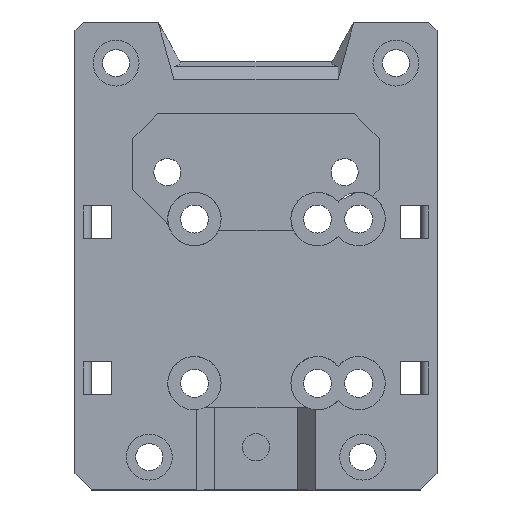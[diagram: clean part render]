
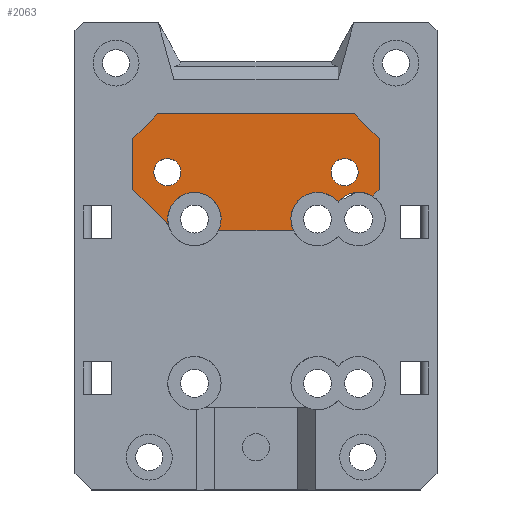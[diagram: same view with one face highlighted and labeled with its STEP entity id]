
A CAD part, top view. The second image highlights one B-rep face of the part: STEP entity #2063.
In plain terms, the highlighted planar face has unit normal (0, 0, 1).
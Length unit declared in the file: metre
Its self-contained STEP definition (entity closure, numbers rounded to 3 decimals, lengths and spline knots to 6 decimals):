
#83=LINE('',#2913,#291);
#86=LINE('',#2919,#294);
#90=LINE('',#2928,#298);
#95=LINE('',#2965,#303);
#96=LINE('',#2975,#304);
#100=LINE('',#2982,#308);
#181=LINE('',#3266,#389);
#183=LINE('',#3270,#391);
#291=VECTOR('',#2353,1.);
#294=VECTOR('',#2358,1.);
#298=VECTOR('',#2364,1.);
#303=VECTOR('',#2375,1.);
#304=VECTOR('',#2388,1.);
#308=VECTOR('',#2394,1.);
#389=VECTOR('',#2631,1.);
#391=VECTOR('',#2635,1.);
#761=ORIENTED_EDGE('',*,*,#1088,.F.);
#762=ORIENTED_EDGE('',*,*,#1090,.F.);
#763=ORIENTED_EDGE('',*,*,#1225,.T.);
#764=ORIENTED_EDGE('',*,*,#1224,.F.);
#765=ORIENTED_EDGE('',*,*,#1091,.T.);
#766=ORIENTED_EDGE('',*,*,#1075,.T.);
#767=ORIENTED_EDGE('',*,*,#1087,.F.);
#768=ORIENTED_EDGE('',*,*,#1071,.F.);
#769=ORIENTED_EDGE('',*,*,#1095,.F.);
#770=ORIENTED_EDGE('',*,*,#1068,.T.);
#771=ORIENTED_EDGE('',*,*,#1213,.T.);
#772=ORIENTED_EDGE('',*,*,#1222,.F.);
#773=ORIENTED_EDGE('',*,*,#1203,.T.);
#1068=EDGE_CURVE('',#1345,#1344,#83,.T.);
#1071=EDGE_CURVE('',#1347,#1348,#86,.T.);
#1075=EDGE_CURVE('',#1351,#1352,#90,.T.);
#1087=EDGE_CURVE('',#1348,#1352,#95,.T.);
#1088=EDGE_CURVE('',#1362,#1362,#1526,.T.);
#1090=EDGE_CURVE('',#1364,#1364,#1528,.T.);
#1091=EDGE_CURVE('',#1365,#1351,#96,.T.);
#1095=EDGE_CURVE('',#1345,#1347,#100,.T.);
#1203=EDGE_CURVE('',#1452,#1451,#1551,.T.);
#1213=EDGE_CURVE('',#1344,#1458,#1559,.T.);
#1222=EDGE_CURVE('',#1452,#1458,#181,.T.);
#1224=EDGE_CURVE('',#1365,#1465,#183,.T.);
#1225=EDGE_CURVE('',#1451,#1465,#1566,.T.);
#1344=VERTEX_POINT('',#2912);
#1345=VERTEX_POINT('',#2914);
#1347=VERTEX_POINT('',#2920);
#1348=VERTEX_POINT('',#2921);
#1351=VERTEX_POINT('',#2929);
#1352=VERTEX_POINT('',#2930);
#1362=VERTEX_POINT('',#2968);
#1364=VERTEX_POINT('',#2973);
#1365=VERTEX_POINT('',#2976);
#1451=VERTEX_POINT('',#3222);
#1452=VERTEX_POINT('',#3224);
#1458=VERTEX_POINT('',#3243);
#1465=VERTEX_POINT('',#3269);
#1526=CIRCLE('',#2146,0.00165);
#1528=CIRCLE('',#2149,0.00165);
#1551=CIRCLE('',#2204,0.00325);
#1559=CIRCLE('',#2216,0.00325);
#1566=CIRCLE('',#2232,0.00325);
#1675=EDGE_LOOP('',(#761));
#1676=EDGE_LOOP('',(#762));
#1677=EDGE_LOOP('',(#763,#764,#765,#766,#767,#768,#769,#770,#771,#772,#773));
#1845=FACE_BOUND('',#1675,.T.);
#1846=FACE_BOUND('',#1676,.T.);
#1847=FACE_BOUND('',#1677,.T.);
#1963=PLANE('',#2231);
#2063=ADVANCED_FACE('',(#1845,#1846,#1847),#1963,.T.);
#2146=AXIS2_PLACEMENT_3D('',#2967,#2378,#2379);
#2149=AXIS2_PLACEMENT_3D('',#2972,#2384,#2385);
#2204=AXIS2_PLACEMENT_3D('',#3223,#2575,#2576);
#2216=AXIS2_PLACEMENT_3D('',#3244,#2601,#2602);
#2231=AXIS2_PLACEMENT_3D('',#3271,#2636,#2637);
#2232=AXIS2_PLACEMENT_3D('',#3272,#2638,#2639);
#2353=DIRECTION('',(0.707,-0.707,0.));
#2358=DIRECTION('',(0.707,0.707,0.));
#2364=DIRECTION('',(-0.707,0.707,0.));
#2375=DIRECTION('',(1.,0.,0.));
#2378=DIRECTION('',(0.,0.,1.));
#2379=DIRECTION('',(0.,-1.,0.));
#2384=DIRECTION('',(0.,0.,1.));
#2385=DIRECTION('',(0.,-1.,0.));
#2388=DIRECTION('',(0.,1.,0.));
#2394=DIRECTION('',(0.,1.,0.));
#2575=DIRECTION('',(0.,0.,-1.));
#2576=DIRECTION('',(0.769,0.639,0.));
#2601=DIRECTION('',(0.,0.,-1.));
#2602=DIRECTION('',(-1.,0.,0.));
#2631=DIRECTION('',(-1.,0.,0.));
#2635=DIRECTION('',(-0.707,-0.707,0.));
#2636=DIRECTION('',(0.,0.,1.));
#2637=DIRECTION('',(1.,0.,0.));
#2638=DIRECTION('',(0.,0.,-1.));
#2639=DIRECTION('',(-0.769,-0.639,0.));
#2912=CARTESIAN_POINT('',(-0.010666,0.032266,-0.0205));
#2913=CARTESIAN_POINT('',(-0.00345,0.02505,-0.0205));
#2914=CARTESIAN_POINT('',(-0.015,0.0366,-0.0205));
#2919=CARTESIAN_POINT('',(-0.01465,0.04315,-0.0205));
#2920=CARTESIAN_POINT('',(-0.015,0.0428,-0.0205));
#2921=CARTESIAN_POINT('',(-0.012,0.0458,-0.0205));
#2928=CARTESIAN_POINT('',(0.01465,0.04315,-0.0205));
#2929=CARTESIAN_POINT('',(0.015,0.0428,-0.0205));
#2930=CARTESIAN_POINT('',(0.012,0.0458,-0.0205));
#2965=CARTESIAN_POINT('',(0.,0.0458,-0.0205));
#2967=CARTESIAN_POINT('',(-0.0108,0.0387,-0.0205));
#2968=CARTESIAN_POINT('',(-0.0108,0.03705,-0.0205));
#2972=CARTESIAN_POINT('',(0.0108,0.0387,-0.0205));
#2973=CARTESIAN_POINT('',(0.0108,0.03705,-0.0205));
#2975=CARTESIAN_POINT('',(0.015,0.0387,-0.0205));
#2976=CARTESIAN_POINT('',(0.015,0.0366,-0.0205));
#2982=CARTESIAN_POINT('',(-0.015,0.0387,-0.0205));
#3222=CARTESIAN_POINT('',(0.01,0.035077,-0.0205));
#3223=CARTESIAN_POINT('',(0.0075,0.033,-0.0205));
#3224=CARTESIAN_POINT('',(0.004567,0.0316,-0.0205));
#3243=CARTESIAN_POINT('',(-0.004567,0.0316,-0.0205));
#3244=CARTESIAN_POINT('',(-0.0075,0.033,-0.0205));
#3266=CARTESIAN_POINT('',(-0.01705,0.0316,-0.0205));
#3269=CARTESIAN_POINT('',(0.014181,0.035781,-0.0205));
#3270=CARTESIAN_POINT('',(0.00345,0.02505,-0.0205));
#3271=CARTESIAN_POINT('',(0.,0.0285,-0.0205));
#3272=CARTESIAN_POINT('',(0.0125,0.033,-0.0205));
